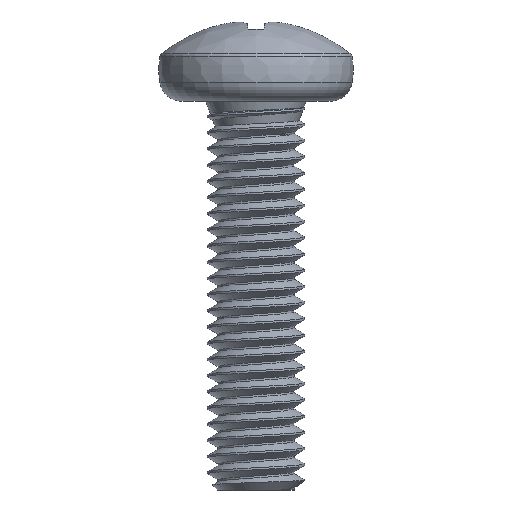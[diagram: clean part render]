
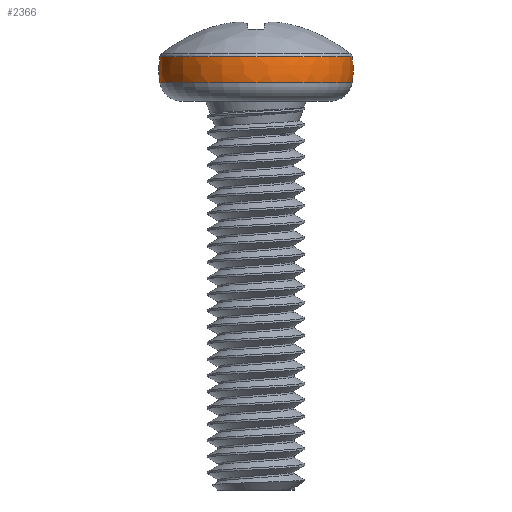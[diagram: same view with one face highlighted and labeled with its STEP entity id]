
A CAD part, left-side view. The second image highlights one B-rep face of the part: STEP entity #2366.
In plain terms, the highlighted toroidal (fillet/blend) face has major radius 0.71 mm and minor radius 2.29 mm.
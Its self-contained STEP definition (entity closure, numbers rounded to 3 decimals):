
#133 = DIRECTION ( 'NONE',  ( 0., 1., 0. ) ) ;
#226 = DIRECTION ( 'NONE',  ( 0., -1., 0. ) ) ;
#324 = ORIENTED_EDGE ( 'NONE', *, *, #6210, .T. ) ;
#371 = VERTEX_POINT ( 'NONE', #5195 ) ;
#490 = AXIS2_PLACEMENT_3D ( 'NONE', #3661, #1375, #226 ) ;
#750 = CARTESIAN_POINT ( 'NONE',  ( 0., 0., 5.316 ) ) ;
#1164 = CARTESIAN_POINT ( 'NONE',  ( 0., 0.71, 5.721 ) ) ;
#1230 = TOROIDAL_SURFACE ( 'NONE', #490, 0.71, 2.29 ) ;
#1302 = CARTESIAN_POINT ( 'NONE',  ( 0., -2.964, 6.125 ) ) ;
#1375 = DIRECTION ( 'NONE',  ( 0., 0., 1. ) ) ;
#1473 = CARTESIAN_POINT ( 'NONE',  ( 0., 2.964, 5.316 ) ) ;
#1627 = AXIS2_PLACEMENT_3D ( 'NONE', #4629, #4605, #5188 ) ;
#1724 = CIRCLE ( 'NONE', #6663, 2.964 ) ;
#1760 = EDGE_LOOP ( 'NONE', ( #3190, #324, #3971, #6845 ) ) ;
#1961 = AXIS2_PLACEMENT_3D ( 'NONE', #1164, #5133, #133 ) ;
#2056 = EDGE_CURVE ( 'NONE', #371, #3220, #7098, .T. ) ;
#2335 = CIRCLE ( 'NONE', #5112, 2.964 ) ;
#2366 = ADVANCED_FACE ( 'NONE', ( #3106 ), #1230, .T. ) ;
#2367 = CARTESIAN_POINT ( 'NONE',  ( 0., 2.964, 6.125 ) ) ;
#2485 = DIRECTION ( 'NONE',  ( 0., -1., 0. ) ) ;
#2717 = DIRECTION ( 'NONE',  ( 0., -1., 0. ) ) ;
#2933 = EDGE_CURVE ( 'NONE', #4336, #5762, #5205, .T. ) ;
#3106 = FACE_OUTER_BOUND ( 'NONE', #1760, .T. ) ;
#3190 = ORIENTED_EDGE ( 'NONE', *, *, #2933, .F. ) ;
#3220 = VERTEX_POINT ( 'NONE', #1302 ) ;
#3661 = CARTESIAN_POINT ( 'NONE',  ( 0., 0., 5.721 ) ) ;
#3720 = EDGE_CURVE ( 'NONE', #5762, #3220, #1724, .T. ) ;
#3860 = CARTESIAN_POINT ( 'NONE',  ( 0., 0., 6.125 ) ) ;
#3882 = DIRECTION ( 'NONE',  ( 0., 0., 1. ) ) ;
#3971 = ORIENTED_EDGE ( 'NONE', *, *, #2056, .T. ) ;
#4080 = DIRECTION ( 'NONE',  ( 0., 0., 1. ) ) ;
#4336 = VERTEX_POINT ( 'NONE', #1473 ) ;
#4605 = DIRECTION ( 'NONE',  ( -1., 0., 0. ) ) ;
#4629 = CARTESIAN_POINT ( 'NONE',  ( 0., -0.71, 5.721 ) ) ;
#5112 = AXIS2_PLACEMENT_3D ( 'NONE', #750, #4080, #2485 ) ;
#5133 = DIRECTION ( 'NONE',  ( 1., 0., 0. ) ) ;
#5188 = DIRECTION ( 'NONE',  ( 0., 0., 1. ) ) ;
#5195 = CARTESIAN_POINT ( 'NONE',  ( 0., -2.964, 5.316 ) ) ;
#5205 = CIRCLE ( 'NONE', #1961, 2.29 ) ;
#5762 = VERTEX_POINT ( 'NONE', #2367 ) ;
#6210 = EDGE_CURVE ( 'NONE', #4336, #371, #2335, .T. ) ;
#6663 = AXIS2_PLACEMENT_3D ( 'NONE', #3860, #3882, #2717 ) ;
#6845 = ORIENTED_EDGE ( 'NONE', *, *, #3720, .F. ) ;
#7098 = CIRCLE ( 'NONE', #1627, 2.29 ) ;
